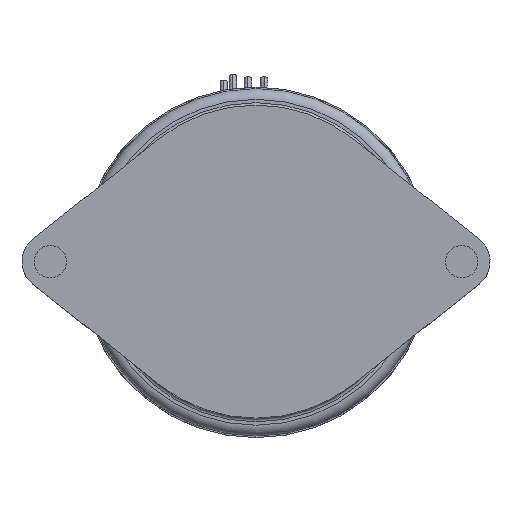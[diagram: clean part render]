
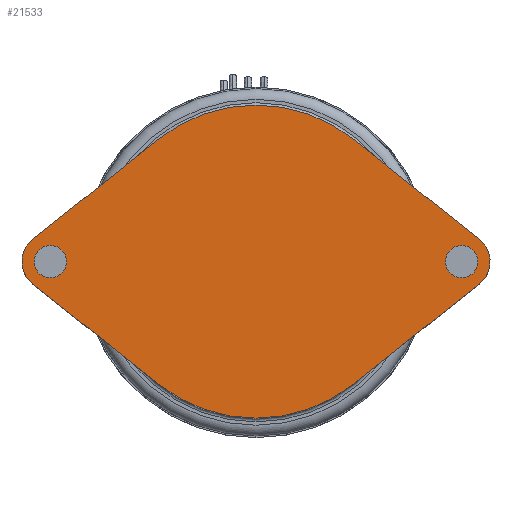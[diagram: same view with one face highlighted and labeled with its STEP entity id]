
A CAD part, top view. The second image highlights one B-rep face of the part: STEP entity #21533.
In plain terms, the highlighted planar face has unit normal (0, 0, 1).
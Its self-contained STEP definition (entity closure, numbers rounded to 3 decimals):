
#11313=CARTESIAN_POINT('',(34.138,0.,0.));
#11314=DIRECTION('',(0.,0.,-1.));
#11315=DIRECTION('',(0.,1.,0.));
#11316=AXIS2_PLACEMENT_3D('',#11313,#11314,#11315);
#11318=CARTESIAN_POINT('',(34.138,0.,0.));
#11319=DIRECTION('',(0.,0.,-1.));
#11320=DIRECTION('',(0.,-1.,0.));
#11321=AXIS2_PLACEMENT_3D('',#11318,#11319,#11320);
#11323=CARTESIAN_POINT('',(-34.138,0.,0.));
#11324=DIRECTION('',(0.,0.,-1.));
#11325=DIRECTION('',(0.,1.,0.));
#11326=AXIS2_PLACEMENT_3D('',#11323,#11324,#11325);
#11328=CARTESIAN_POINT('',(-34.138,0.,0.));
#11329=DIRECTION('',(0.,0.,-1.));
#11330=DIRECTION('',(0.,-1.,0.));
#11331=AXIS2_PLACEMENT_3D('',#11328,#11329,#11330);
#11333=CARTESIAN_POINT('',(0.,0.,0.));
#11334=DIRECTION('',(0.,0.,-1.));
#11335=DIRECTION('',(-0.623,0.782,0.));
#11336=AXIS2_PLACEMENT_3D('',#11333,#11334,#11335);
#11338=DIRECTION('',(-0.782,0.623,0.));
#11339=VECTOR('',#11338,26.709);
#11340=CARTESIAN_POINT('',(37.08,3.696,0.));
#11341=LINE('',#11340,#11339);
#11342=CARTESIAN_POINT('',(34.138,0.,0.));
#11343=DIRECTION('',(0.,0.,1.));
#11344=DIRECTION('',(0.623,-0.782,0.));
#11345=AXIS2_PLACEMENT_3D('',#11342,#11343,#11344);
#11347=DIRECTION('',(0.782,0.623,0.));
#11348=VECTOR('',#11347,26.709);
#11349=CARTESIAN_POINT('',(16.182,-20.33,0.));
#11350=LINE('',#11349,#11348);
#11351=CARTESIAN_POINT('',(0.,0.,0.));
#11352=DIRECTION('',(0.,0.,1.));
#11353=DIRECTION('',(-0.623,-0.782,0.));
#11354=AXIS2_PLACEMENT_3D('',#11351,#11352,#11353);
#11356=DIRECTION('',(0.782,-0.623,0.));
#11357=VECTOR('',#11356,26.709);
#11358=CARTESIAN_POINT('',(-37.08,-3.696,0.));
#11359=LINE('',#11358,#11357);
#11360=CARTESIAN_POINT('',(-34.138,0.,0.));
#11361=DIRECTION('',(0.,0.,1.));
#11362=DIRECTION('',(-0.623,0.782,0.));
#11363=AXIS2_PLACEMENT_3D('',#11360,#11361,#11362);
#11365=DIRECTION('',(-0.782,-0.623,0.));
#11366=VECTOR('',#11365,26.709);
#11367=CARTESIAN_POINT('',(-16.182,20.33,0.));
#11368=LINE('',#11367,#11366);
#11487=CARTESIAN_POINT('',(34.138,2.692,0.));
#11488=CARTESIAN_POINT('',(34.138,-2.692,0.));
#11489=VERTEX_POINT('',#11487);
#11490=VERTEX_POINT('',#11488);
#11491=CARTESIAN_POINT('',(-34.138,2.692,0.));
#11492=CARTESIAN_POINT('',(-34.138,-2.692,0.));
#11493=VERTEX_POINT('',#11491);
#11494=VERTEX_POINT('',#11492);
#11503=CARTESIAN_POINT('',(-37.08,3.696,0.));
#11504=CARTESIAN_POINT('',(-37.08,-3.696,0.));
#11505=VERTEX_POINT('',#11503);
#11506=VERTEX_POINT('',#11504);
#11507=CARTESIAN_POINT('',(37.08,-3.696,0.));
#11508=CARTESIAN_POINT('',(37.08,3.696,0.));
#11509=VERTEX_POINT('',#11507);
#11510=VERTEX_POINT('',#11508);
#11519=CARTESIAN_POINT('',(-16.182,-20.33,0.));
#11520=VERTEX_POINT('',#11519);
#11521=CARTESIAN_POINT('',(-16.182,20.33,0.));
#11522=VERTEX_POINT('',#11521);
#11523=CARTESIAN_POINT('',(16.182,20.33,0.));
#11524=VERTEX_POINT('',#11523);
#11525=CARTESIAN_POINT('',(16.182,-20.33,0.));
#11526=VERTEX_POINT('',#11525);
#21501=CARTESIAN_POINT('',(0.,0.,0.));
#21502=DIRECTION('',(0.,0.,1.));
#21503=DIRECTION('',(-1.,0.,0.));
#21504=AXIS2_PLACEMENT_3D('',#21501,#21502,#21503);
#21505=PLANE('',#21504);
#21506=ORIENTED_EDGE('',*,*,#21354,.T.);
#21508=ORIENTED_EDGE('',*,*,#21507,.F.);
#21510=ORIENTED_EDGE('',*,*,#21509,.F.);
#21512=ORIENTED_EDGE('',*,*,#21511,.F.);
#21514=ORIENTED_EDGE('',*,*,#21513,.F.);
#21516=ORIENTED_EDGE('',*,*,#21515,.F.);
#21518=ORIENTED_EDGE('',*,*,#21517,.F.);
#21520=ORIENTED_EDGE('',*,*,#21519,.F.);
#21521=EDGE_LOOP('',(#21506,#21508,#21510,#21512,#21514,#21516,#21518,#21520));
#21522=FACE_OUTER_BOUND('',#21521,.F.);
#21524=ORIENTED_EDGE('',*,*,#21523,.F.);
#21526=ORIENTED_EDGE('',*,*,#21525,.F.);
#21527=EDGE_LOOP('',(#21524,#21526));
#21528=FACE_BOUND('',#21527,.F.);
#21529=ORIENTED_EDGE('',*,*,#21430,.F.);
#21530=ORIENTED_EDGE('',*,*,#21482,.F.);
#21531=EDGE_LOOP('',(#21529,#21530));
#21532=FACE_BOUND('',#21531,.F.);
#11317=CIRCLE('',#11316,2.692);
#11322=CIRCLE('',#11321,2.692);
#11327=CIRCLE('',#11326,2.692);
#11332=CIRCLE('',#11331,2.692);
#11337=CIRCLE('',#11336,25.984);
#11346=CIRCLE('',#11345,4.724);
#11355=CIRCLE('',#11354,25.984);
#11364=CIRCLE('',#11363,4.724);
#21354=EDGE_CURVE('',#11522,#11524,#11337,.T.);
#21430=EDGE_CURVE('',#11489,#11490,#11317,.T.);
#21482=EDGE_CURVE('',#11490,#11489,#11322,.T.);
#21507=EDGE_CURVE('',#11510,#11524,#11341,.T.);
#21509=EDGE_CURVE('',#11509,#11510,#11346,.T.);
#21511=EDGE_CURVE('',#11526,#11509,#11350,.T.);
#21513=EDGE_CURVE('',#11520,#11526,#11355,.T.);
#21515=EDGE_CURVE('',#11506,#11520,#11359,.T.);
#21517=EDGE_CURVE('',#11505,#11506,#11364,.T.);
#21519=EDGE_CURVE('',#11522,#11505,#11368,.T.);
#21523=EDGE_CURVE('',#11493,#11494,#11327,.T.);
#21525=EDGE_CURVE('',#11494,#11493,#11332,.T.);
#21533=ADVANCED_FACE('',(#21522,#21528,#21532),#21505,.T.);
